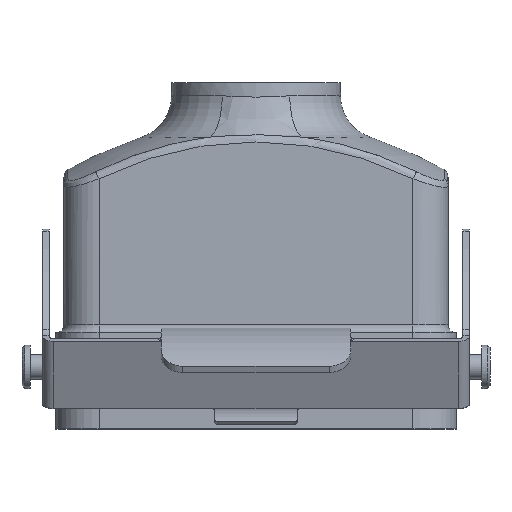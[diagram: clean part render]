
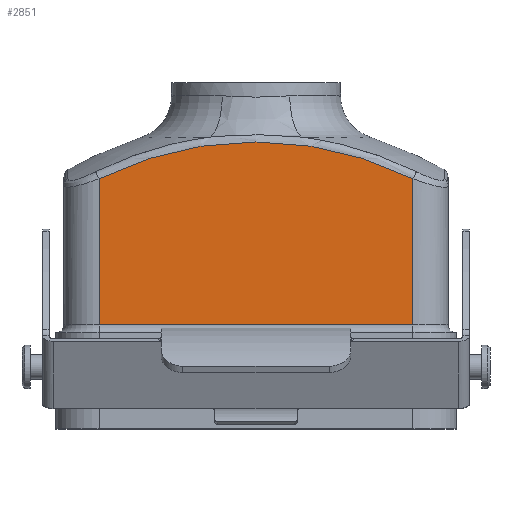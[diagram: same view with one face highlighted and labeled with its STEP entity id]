
A CAD part, top view. The second image highlights one B-rep face of the part: STEP entity #2851.
In plain terms, the highlighted planar face has unit normal (0, 0, 1).
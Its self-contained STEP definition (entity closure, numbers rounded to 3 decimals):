
#508 = VECTOR ( 'NONE', #1454, 1000. ) ;
#509 = VECTOR ( 'NONE', #1462, 1000. ) ;
#510 = VECTOR ( 'NONE', #1496, 1000. ) ;
#515 = AXIS2_PLACEMENT_3D ( 'NONE', #1504, #1503, #1502 ) ;
#525 = CIRCLE ( 'NONE', #515, 65.294 ) ;
#758 = VERTEX_POINT ( 'NONE', #6957 ) ;
#762 = VERTEX_POINT ( 'NONE', #7460 ) ;
#763 = VERTEX_POINT ( 'NONE', #7638 ) ;
#766 = VERTEX_POINT ( 'NONE', #7530 ) ;
#1454 = DIRECTION ( 'NONE',  ( 0., -1., 0. ) ) ;
#1456 = CARTESIAN_POINT ( 'NONE',  ( 29., 38.5, 20.5 ) ) ;
#1462 = DIRECTION ( 'NONE',  ( 1., 0., 0. ) ) ;
#1463 = CARTESIAN_POINT ( 'NONE',  ( 29., 14.25, 20.5 ) ) ;
#1496 = DIRECTION ( 'NONE',  ( 0., -1., 0. ) ) ;
#1497 = CARTESIAN_POINT ( 'NONE',  ( -29., 38.5, 20.5 ) ) ;
#1502 = DIRECTION ( 'NONE',  ( -1., 0., 0. ) ) ;
#1503 = DIRECTION ( 'NONE',  ( 0., 0., 1. ) ) ;
#1504 = CARTESIAN_POINT ( 'NONE',  ( 0., -17.252, 20.5 ) ) ;
#2851 = ADVANCED_FACE ( 'NONE', ( #3067 ), #8757, .F. ) ;
#3006 = EDGE_CURVE ( 'NONE', #758, #766, #525, .T. ) ;
#3008 = EDGE_CURVE ( 'NONE', #766, #762, #9387, .T. ) ;
#3010 = EDGE_CURVE ( 'NONE', #762, #763, #9388, .T. ) ;
#3011 = EDGE_CURVE ( 'NONE', #758, #763, #9389, .T. ) ;
#3067 = FACE_OUTER_BOUND ( 'NONE', #3936, .T. ) ;
#3498 = ORIENTED_EDGE ( 'NONE', *, *, #3010, .T. ) ;
#3506 = ORIENTED_EDGE ( 'NONE', *, *, #3008, .T. ) ;
#3517 = ORIENTED_EDGE ( 'NONE', *, *, #3006, .T. ) ;
#3522 = ORIENTED_EDGE ( 'NONE', *, *, #3011, .F. ) ;
#3936 = EDGE_LOOP ( 'NONE', ( #3506, #3498, #3522, #3517 ) ) ;
#5641 = AXIS2_PLACEMENT_3D ( 'NONE', #8756, #8755, #8754 ) ;
#6957 = CARTESIAN_POINT ( 'NONE',  ( 29., 41.248, 20.5 ) ) ;
#7460 = CARTESIAN_POINT ( 'NONE',  ( -29., 14.25, 20.5 ) ) ;
#7530 = CARTESIAN_POINT ( 'NONE',  ( -29., 41.248, 20.5 ) ) ;
#7638 = CARTESIAN_POINT ( 'NONE',  ( 29., 14.25, 20.5 ) ) ;
#8754 = DIRECTION ( 'NONE',  ( -1., 0., 0. ) ) ;
#8755 = DIRECTION ( 'NONE',  ( 0., 0., -1. ) ) ;
#8756 = CARTESIAN_POINT ( 'NONE',  ( 29., 38.5, 20.5 ) ) ;
#8757 = PLANE ( 'NONE',  #5641 ) ;
#9387 = LINE ( 'NONE', #1497, #510 ) ;
#9388 = LINE ( 'NONE', #1463, #509 ) ;
#9389 = LINE ( 'NONE', #1456, #508 ) ;
